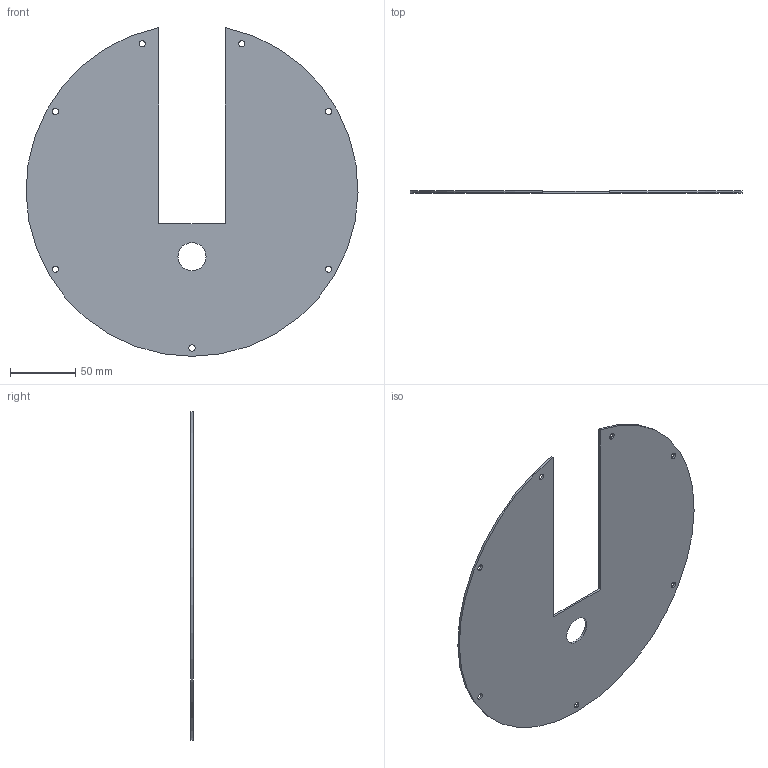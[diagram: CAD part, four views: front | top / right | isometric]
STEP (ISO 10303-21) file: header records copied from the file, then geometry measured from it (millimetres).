
FILE_DESCRIPTION(/* description */ (''),/* implementation_level */ '2;1');
FILE_NAME(/* name */ 'FIN_DOME_COVER_1_1.stp',/* time_stamp */ '2017-01-08T12:18:35-05:00',/* author */ ('jeff1'),/* organization */ (''),/* preprocessor_version */ 'ST-DEVELOPER v16.5',/* originating_system */ 'Autodesk Inventor 2017',/* authorisation */ '');
FILE_SCHEMA (('AUTOMOTIVE_DESIGN { 1 0 10303 214 3 1 1 }'));
Length unit declared in the file: inch
Products named in the file (1): FIN_DOME_COVER_1_1
Bounding box: 253.97 x 1.6 x 251.43 mm (x, y, z)
Volume: 67986.8 mm3; surface area: 87004.2 mm2
Topology: 1 solids, 1 shells, 14 faces, 36 edges, 24 vertices
Faces by surface type: cylinder 9, plane 5
Full cylindrical faces by diameter (mm): 4.762 x7, 21.438 x1
Entity records: 462 total; most frequent: DIRECTION 76, CARTESIAN_POINT 67, ORIENTED_EDGE 56, EDGE_LOOP 38, AXIS2_PLACEMENT_3D 33, EDGE_CURVE 28, FACE_BOUND 24, VERTEX_POINT 24
